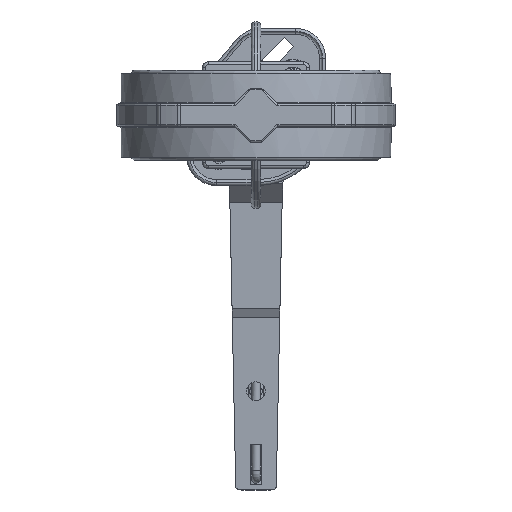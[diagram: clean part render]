
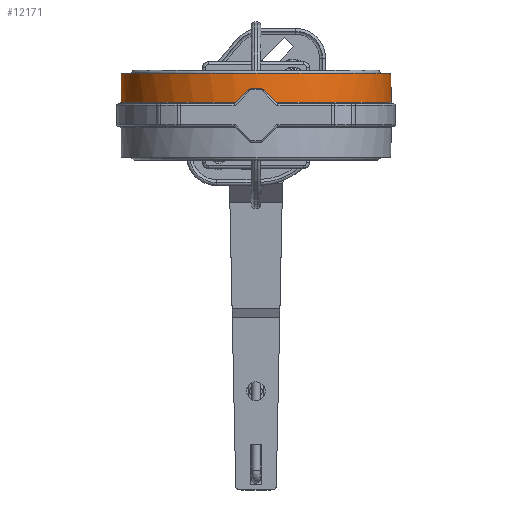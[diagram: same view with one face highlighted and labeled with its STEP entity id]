
A CAD part, front view. The second image highlights one B-rep face of the part: STEP entity #12171.
In plain terms, the highlighted conical face has half-angle 1.397 degrees and reference radius 90.25 mm.
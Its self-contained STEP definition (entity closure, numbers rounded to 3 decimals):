
#907=CARTESIAN_POINT('',(-5.192,89.997,22.0));
#908=VERTEX_POINT('',#907);
#952=CARTESIAN_POINT('',(5.192,89.997,22.0));
#953=VERTEX_POINT('',#952);
#954=CARTESIAN_POINT('',(0.0,0.0,22.0));
#955=DIRECTION('',(0.0,0.0,1.0));
#956=DIRECTION('',(1.0,0.0,0.0));
#957=AXIS2_PLACEMENT_3D('',#954,#955,#956);
#958=CIRCLE('',#957,90.146);
#959=EDGE_CURVE('',#953,#908,#958,.T.);
#5346=CARTESIAN_POINT('',(14.998,89.224,8.476));
#5347=VERTEX_POINT('',#5346);
#5355=CARTESIAN_POINT('',(13.445,-89.472,8.476));
#5356=VERTEX_POINT('',#5355);
#5357=CARTESIAN_POINT('',(0.0,0.,8.476));
#5358=DIRECTION('',(0.0,0.0,-1.0));
#5359=DIRECTION('',(1.,-0.004,0.0));
#5360=AXIS2_PLACEMENT_3D('',#5357,#5358,#5359);
#5361=CIRCLE('',#5360,90.476);
#5362=EDGE_CURVE('',#5347,#5356,#5361,.T.);
#7495=CARTESIAN_POINT('',(-13.445,-89.472,8.476));
#7496=VERTEX_POINT('',#7495);
#7510=CARTESIAN_POINT('',(-14.998,89.224,8.476));
#7511=VERTEX_POINT('',#7510);
#7512=CARTESIAN_POINT('',(0.0,0.0,8.476));
#7513=DIRECTION('',(0.0,0.0,-1.0));
#7514=DIRECTION('',(-1.,-0.004,0.0));
#7515=AXIS2_PLACEMENT_3D('',#7512,#7513,#7514);
#7516=CIRCLE('',#7515,90.476);
#7517=EDGE_CURVE('',#7496,#7511,#7516,.T.);
#12000=CARTESIAN_POINT('',(-5.192,90.085,18.39));
#12001=VERTEX_POINT('',#12000);
#12009=CARTESIAN_POINT('',(-5.192,90.085,18.39));
#12010=DIRECTION('',(0.,-0.024,1.));
#12011=VECTOR('',#12010,3.611);
#12012=LINE('',#12009,#12011);
#12013=EDGE_CURVE('',#12001,#908,#12012,.T.);
#12064=CARTESIAN_POINT('',(-4.194,22.437,19.436));
#12065=DIRECTION('',(0.711,0.,-0.703));
#12066=DIRECTION('',(0.703,0.024,0.711));
#12067=AXIS2_PLACEMENT_3D('',#12064,#12065,#12066);
#12068=ELLIPSE('',#12067,110.987,67.663);
#12069=EDGE_CURVE('',#7511,#12001,#12068,.T.);
#12108=CARTESIAN_POINT('',(0.0,0.0,17.75));
#12109=DIRECTION('',(0.0,0.0,-1.0));
#12110=DIRECTION('',(1.0,0.0,0.0));
#12111=AXIS2_PLACEMENT_3D('',#12108,#12109,#12110);
#12112=CONICAL_SURFACE('',#12111,90.25,1.397);
#12113=ORIENTED_EDGE('',*,*,#7517,.F.);
#12114=CARTESIAN_POINT('',(-3.92,-90.159,18.0));
#12115=VERTEX_POINT('',#12114);
#12116=CARTESIAN_POINT('',(-2.2,0.0,19.72));
#12117=DIRECTION('',(-0.707,0.,0.707));
#12118=DIRECTION('',(-0.707,0.,-0.707));
#12119=AXIS2_PLACEMENT_3D('',#12116,#12117,#12118);
#12120=ELLIPSE('',#12119,127.565,90.175);
#12121=EDGE_CURVE('',#7496,#12115,#12120,.T.);
#12122=ORIENTED_EDGE('',*,*,#12121,.T.);
#12123=CARTESIAN_POINT('',(3.92,-90.159,18.0));
#12124=VERTEX_POINT('',#12123);
#12125=CARTESIAN_POINT('',(0.0,0.0,18.0));
#12126=DIRECTION('',(0.0,0.0,1.0));
#12127=DIRECTION('',(1.0,0.0,0.0));
#12128=AXIS2_PLACEMENT_3D('',#12125,#12126,#12127);
#12129=CIRCLE('',#12128,90.244);
#12130=EDGE_CURVE('',#12115,#12124,#12129,.T.);
#12131=ORIENTED_EDGE('',*,*,#12130,.T.);
#12132=CARTESIAN_POINT('',(2.2,0.0,19.72));
#12133=DIRECTION('',(0.707,0.,0.707));
#12134=DIRECTION('',(-0.707,0.,0.707));
#12135=AXIS2_PLACEMENT_3D('',#12132,#12133,#12134);
#12136=ELLIPSE('',#12135,127.565,90.175);
#12137=EDGE_CURVE('',#12124,#5356,#12136,.T.);
#12138=ORIENTED_EDGE('',*,*,#12137,.T.);
#12139=ORIENTED_EDGE('',*,*,#5362,.F.);
#12140=CARTESIAN_POINT('',(5.192,90.085,18.39));
#12141=VERTEX_POINT('',#12140);
#12142=CARTESIAN_POINT('',(4.194,22.437,19.436));
#12143=DIRECTION('',(-0.711,0.,-0.703));
#12144=DIRECTION('',(0.703,-0.024,-0.711));
#12145=AXIS2_PLACEMENT_3D('',#12142,#12143,#12144);
#12146=ELLIPSE('',#12145,110.987,67.663);
#12147=EDGE_CURVE('',#12141,#5347,#12146,.T.);
#12148=ORIENTED_EDGE('',*,*,#12147,.F.);
#12149=CARTESIAN_POINT('',(5.192,89.997,22.0));
#12150=DIRECTION('',(0.,0.024,-1.));
#12151=VECTOR('',#12150,3.611);
#12152=LINE('',#12149,#12151);
#12153=EDGE_CURVE('',#953,#12141,#12152,.T.);
#12154=ORIENTED_EDGE('',*,*,#12153,.F.);
#12155=ORIENTED_EDGE('',*,*,#959,.T.);
#12156=ORIENTED_EDGE('',*,*,#12013,.F.);
#12157=ORIENTED_EDGE('',*,*,#12069,.F.);
#12158=EDGE_LOOP('',(#12113,#12122,#12131,#12138,#12139,#12148,#12154,#12155,#12156,#12157));
#12159=FACE_OUTER_BOUND('',#12158,.T.);
#12160=CARTESIAN_POINT('',(90.0,0.0,28.));
#12161=VERTEX_POINT('',#12160);
#12162=CARTESIAN_POINT('',(0.0,0.0,28.));
#12163=DIRECTION('',(0.0,0.0,1.0));
#12164=DIRECTION('',(1.0,0.0,0.0));
#12165=AXIS2_PLACEMENT_3D('',#12162,#12163,#12164);
#12166=CIRCLE('',#12165,90.0);
#12167=EDGE_CURVE('',#12161,#12161,#12166,.T.);
#12168=ORIENTED_EDGE('',*,*,#12167,.F.);
#12169=EDGE_LOOP('',(#12168));
#12170=FACE_BOUND('',#12169,.T.);
#12171=ADVANCED_FACE('',(#12159,#12170),#12112,.T.);
